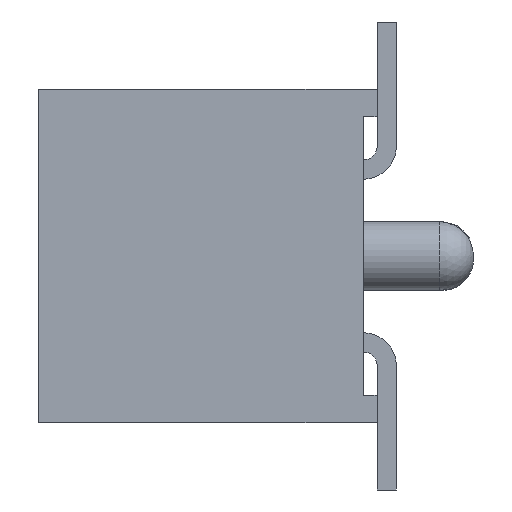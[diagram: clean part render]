
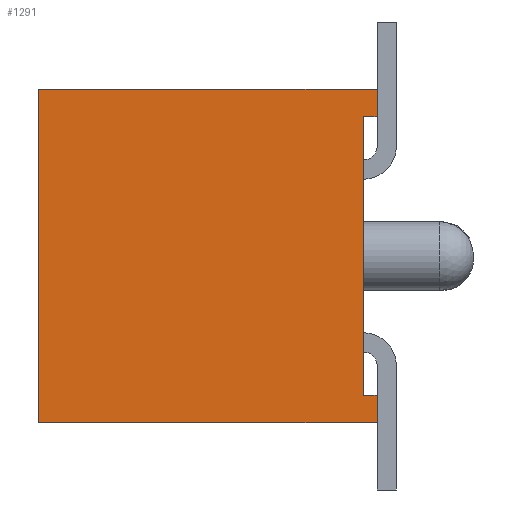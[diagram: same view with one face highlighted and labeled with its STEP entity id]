
A CAD part, left-side view. The second image highlights one B-rep face of the part: STEP entity #1291.
In plain terms, the highlighted planar face has unit normal (-1, 0, 0).
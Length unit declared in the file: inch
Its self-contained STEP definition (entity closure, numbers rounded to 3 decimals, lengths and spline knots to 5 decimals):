
#1291 = ADVANCED_FACE( '', ( #2959 ), #2960, .F. );
#2959 = FACE_OUTER_BOUND( '', #5166, .T. );
#2960 = PLANE( '', #5167 );
#5166 = EDGE_LOOP( '', ( #8950, #8951, #8952, #8953, #8954, #8955, #8956, #8957 ) );
#5167 = AXIS2_PLACEMENT_3D( '', #8958, #8959, #8960 );
#8950 = ORIENTED_EDGE( '', *, *, #13278, .T. );
#8951 = ORIENTED_EDGE( '', *, *, #14424, .T. );
#8952 = ORIENTED_EDGE( '', *, *, #14425, .F. );
#8953 = ORIENTED_EDGE( '', *, *, #14426, .F. );
#8954 = ORIENTED_EDGE( '', *, *, #14427, .T. );
#8955 = ORIENTED_EDGE( '', *, *, #13645, .T. );
#8956 = ORIENTED_EDGE( '', *, *, #14428, .T. );
#8957 = ORIENTED_EDGE( '', *, *, #14429, .T. );
#8958 = CARTESIAN_POINT( '', ( -0.25991, 0.123, -0.0605 ) );
#8959 = DIRECTION( '', ( 1., 0., 0. ) );
#8960 = DIRECTION( '', ( 0., 0., -1. ) );
#13278 = EDGE_CURVE( '', #16039, #16040, #16041, .T. );
#13645 = EDGE_CURVE( '', #16681, #16679, #16682, .T. );
#14424 = EDGE_CURVE( '', #16040, #17926, #17927, .T. );
#14425 = EDGE_CURVE( '', #17928, #17926, #17929, .T. );
#14426 = EDGE_CURVE( '', #17930, #17928, #17931, .T. );
#14427 = EDGE_CURVE( '', #17930, #16681, #17932, .T. );
#14428 = EDGE_CURVE( '', #16679, #17933, #17934, .T. );
#14429 = EDGE_CURVE( '', #17933, #16039, #17935, .T. );
#16039 = VERTEX_POINT( '', #20055 );
#16040 = VERTEX_POINT( '', #20056 );
#16041 = LINE( '', #20057, #20058 );
#16679 = VERTEX_POINT( '', #20968 );
#16681 = VERTEX_POINT( '', #20971 );
#16682 = LINE( '', #20972, #20973 );
#17926 = VERTEX_POINT( '', #22776 );
#17927 = LINE( '', #22777, #22778 );
#17928 = VERTEX_POINT( '', #22779 );
#17929 = LINE( '', #22780, #22781 );
#17930 = VERTEX_POINT( '', #22782 );
#17931 = LINE( '', #22783, #22784 );
#17932 = LINE( '', #22785, #22786 );
#17933 = VERTEX_POINT( '', #22787 );
#17934 = LINE( '', #22788, #22789 );
#17935 = LINE( '', #22790, #22791 );
#20055 = CARTESIAN_POINT( '', ( -0.25991, 0.005, 0.0505 ) );
#20056 = CARTESIAN_POINT( '', ( -0.25991, 0., 0.0505 ) );
#20057 = CARTESIAN_POINT( '', ( -0.25991, 0.005, 0.0505 ) );
#20058 = VECTOR( '', #25310, 39.37008 );
#20968 = CARTESIAN_POINT( '', ( -0.25991, 0., -0.0505 ) );
#20971 = CARTESIAN_POINT( '', ( -0.25991, 0., -0.0605 ) );
#20972 = CARTESIAN_POINT( '', ( -0.25991, 0., -0.0605 ) );
#20973 = VECTOR( '', #25653, 39.37008 );
#22776 = CARTESIAN_POINT( '', ( -0.25991, 0., 0.0605 ) );
#22777 = CARTESIAN_POINT( '', ( -0.25991, 0., -0.0605 ) );
#22778 = VECTOR( '', #26378, 39.37008 );
#22779 = CARTESIAN_POINT( '', ( -0.25991, 0.123, 0.0605 ) );
#22780 = CARTESIAN_POINT( '', ( -0.25991, 0.123, 0.0605 ) );
#22781 = VECTOR( '', #26379, 39.37008 );
#22782 = CARTESIAN_POINT( '', ( -0.25991, 0.123, -0.0605 ) );
#22783 = CARTESIAN_POINT( '', ( -0.25991, 0.123, -0.0605 ) );
#22784 = VECTOR( '', #26380, 39.37008 );
#22785 = CARTESIAN_POINT( '', ( -0.25991, 0.123, -0.0605 ) );
#22786 = VECTOR( '', #26381, 39.37008 );
#22787 = CARTESIAN_POINT( '', ( -0.25991, 0.005, -0.0505 ) );
#22788 = CARTESIAN_POINT( '', ( -0.25991, 0., -0.0505 ) );
#22789 = VECTOR( '', #26382, 39.37008 );
#22790 = CARTESIAN_POINT( '', ( -0.25991, 0.005, -0.0505 ) );
#22791 = VECTOR( '', #26383, 39.37008 );
#25310 = DIRECTION( '', ( 0., -1., 0. ) );
#25653 = DIRECTION( '', ( 0., 0., 1. ) );
#26378 = DIRECTION( '', ( 0., 0., 1. ) );
#26379 = DIRECTION( '', ( 0., -1., 0. ) );
#26380 = DIRECTION( '', ( 0., 0., 1. ) );
#26381 = DIRECTION( '', ( 0., -1., 0. ) );
#26382 = DIRECTION( '', ( 0., 1., 0. ) );
#26383 = DIRECTION( '', ( 0., 0., 1. ) );
